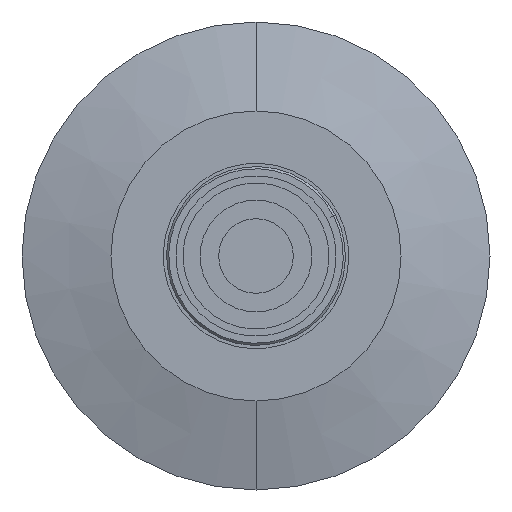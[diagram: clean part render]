
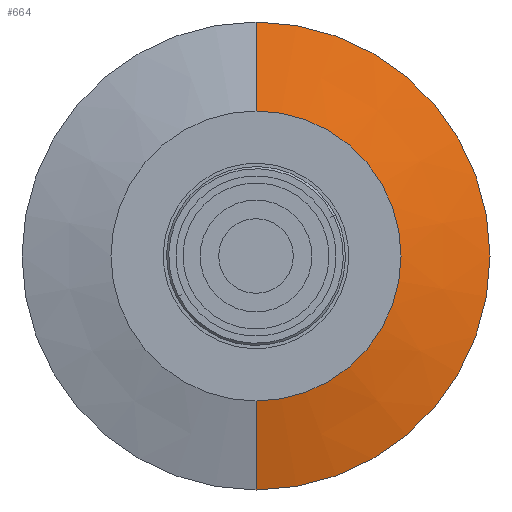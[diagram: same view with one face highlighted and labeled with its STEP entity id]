
A CAD part, front view. The second image highlights one B-rep face of the part: STEP entity #664.
In plain terms, the highlighted conical face has half-angle 75 degrees and reference radius 19.939 mm.
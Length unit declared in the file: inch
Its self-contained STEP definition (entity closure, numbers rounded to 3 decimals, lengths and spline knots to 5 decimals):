
#8 = EDGE_CURVE ( 'NONE', #1283, #545, #1810, .T. ) ;
#28 = DIRECTION ( 'NONE',  ( 0., 1., 0. ) ) ;
#78 = DIRECTION ( 'NONE',  ( 0., 0., -1. ) ) ;
#83 = CARTESIAN_POINT ( 'NONE',  ( 0., -0.2, 0. ) ) ;
#129 = DIRECTION ( 'NONE',  ( 0., 0.259, 0.966 ) ) ;
#192 = CARTESIAN_POINT ( 'NONE',  ( 0., -0.12, 0. ) ) ;
#248 = EDGE_CURVE ( 'NONE', #694, #1445, #686, .T. ) ;
#286 = CARTESIAN_POINT ( 'NONE',  ( 0., -0.2, 0.48644 ) ) ;
#322 = EDGE_CURVE ( 'NONE', #1283, #694, #1603, .T. ) ;
#339 = DIRECTION ( 'NONE',  ( 0., -1., 0. ) ) ;
#361 = CIRCLE ( 'NONE', #1385, 0.785 ) ;
#365 = VECTOR ( 'NONE', #129, 39.37008 ) ;
#371 = EDGE_CURVE ( 'NONE', #545, #1445, #361, .T. ) ;
#453 = AXIS2_PLACEMENT_3D ( 'NONE', #83, #339, #78 ) ;
#516 = CONICAL_SURFACE ( 'NONE', #1252, 0.785, 1.309 ) ;
#545 = VERTEX_POINT ( 'NONE', #1236 ) ;
#613 = DIRECTION ( 'NONE',  ( 0., 0., -1. ) ) ;
#623 = CARTESIAN_POINT ( 'NONE',  ( 0., -0.2, -0.48644 ) ) ;
#628 = VECTOR ( 'NONE', #1231, 39.37008 ) ;
#664 = ADVANCED_FACE ( 'NONE', ( #1138 ), #516, .T. ) ;
#686 = LINE ( 'NONE', #1270, #365 ) ;
#694 = VERTEX_POINT ( 'NONE', #286 ) ;
#847 = CARTESIAN_POINT ( 'NONE',  ( 0., -0.12, 0. ) ) ;
#882 = ORIENTED_EDGE ( 'NONE', *, *, #371, .T. ) ;
#1057 = CARTESIAN_POINT ( 'NONE',  ( 0., -0.12, -0.785 ) ) ;
#1138 = FACE_OUTER_BOUND ( 'NONE', #1331, .T. ) ;
#1231 = DIRECTION ( 'NONE',  ( 0., 0.259, -0.966 ) ) ;
#1236 = CARTESIAN_POINT ( 'NONE',  ( 0., -0.12, -0.785 ) ) ;
#1252 = AXIS2_PLACEMENT_3D ( 'NONE', #847, #28, #1711 ) ;
#1258 = CARTESIAN_POINT ( 'NONE',  ( 0., -0.12, 0.785 ) ) ;
#1270 = CARTESIAN_POINT ( 'NONE',  ( 0., -0.12, 0.785 ) ) ;
#1283 = VERTEX_POINT ( 'NONE', #623 ) ;
#1304 = ORIENTED_EDGE ( 'NONE', *, *, #8, .T. ) ;
#1331 = EDGE_LOOP ( 'NONE', ( #1780, #1304, #882, #1679 ) ) ;
#1385 = AXIS2_PLACEMENT_3D ( 'NONE', #192, #1616, #613 ) ;
#1445 = VERTEX_POINT ( 'NONE', #1258 ) ;
#1603 = CIRCLE ( 'NONE', #453, 0.48644 ) ;
#1616 = DIRECTION ( 'NONE',  ( 0., -1., 0. ) ) ;
#1679 = ORIENTED_EDGE ( 'NONE', *, *, #248, .F. ) ;
#1711 = DIRECTION ( 'NONE',  ( 0., 0., 1. ) ) ;
#1780 = ORIENTED_EDGE ( 'NONE', *, *, #322, .F. ) ;
#1810 = LINE ( 'NONE', #1057, #628 ) ;
